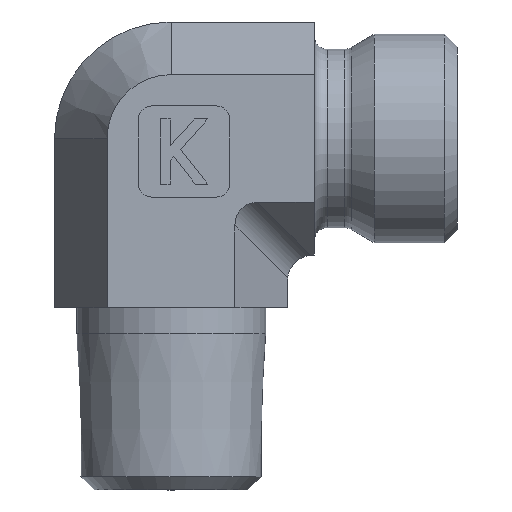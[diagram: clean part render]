
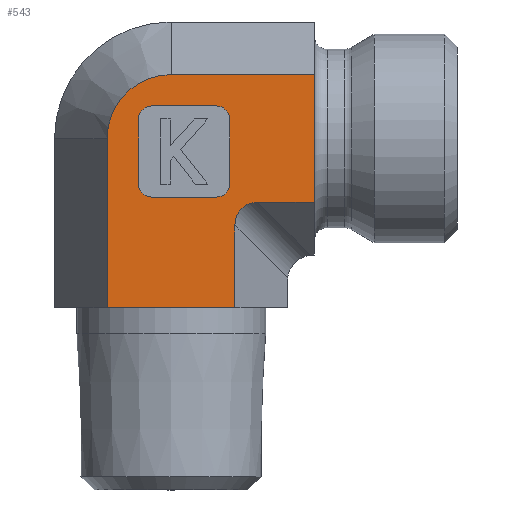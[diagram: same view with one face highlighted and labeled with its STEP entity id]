
A CAD part, left-side view. The second image highlights one B-rep face of the part: STEP entity #543.
In plain terms, the highlighted planar face has unit normal (-1, 0, 0).
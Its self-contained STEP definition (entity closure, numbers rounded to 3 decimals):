
#313=CARTESIAN_POINT('',(-27.685,4.636,2.0));
#314=VERTEX_POINT('',#313);
#321=CARTESIAN_POINT('',(-27.685,14.451,2.0));
#322=VERTEX_POINT('',#321);
#323=CARTESIAN_POINT('',(-27.685,14.451,2.0));
#324=DIRECTION('',(0.0,-1.0,0.0));
#325=VECTOR('',#324,9.815);
#326=LINE('',#323,#325);
#327=EDGE_CURVE('',#322,#314,#326,.T.);
#391=CARTESIAN_POINT('',(-27.685,14.451,15.));
#392=VERTEX_POINT('',#391);
#393=CARTESIAN_POINT('',(-27.685,14.451,2.0));
#394=DIRECTION('',(0.0,0.0,1.0));
#395=VECTOR('',#394,13.);
#396=LINE('',#393,#395);
#397=EDGE_CURVE('',#322,#392,#396,.T.);
#416=CARTESIAN_POINT('',(-27.685,4.636,0.0));
#417=DIRECTION('',(-1.0,0.0,0.0));
#418=DIRECTION('',(0.0,0.0,1.0));
#419=AXIS2_PLACEMENT_3D('',#416,#417,#418);
#420=PLANE('',#419);
#421=ORIENTED_EDGE('',*,*,#327,.T.);
#422=CARTESIAN_POINT('',(-27.685,4.636,8.36));
#423=VERTEX_POINT('',#422);
#424=CARTESIAN_POINT('',(-27.685,4.636,2.0));
#425=DIRECTION('',(0.0,0.0,1.0));
#426=VECTOR('',#425,6.36);
#427=LINE('',#424,#426);
#428=EDGE_CURVE('',#314,#423,#427,.T.);
#429=ORIENTED_EDGE('',*,*,#428,.T.);
#430=CARTESIAN_POINT('',(-27.685,2.904,10.093));
#431=VERTEX_POINT('',#430);
#432=CARTESIAN_POINT('',(-27.685,2.327,7.783));
#433=DIRECTION('',(-1.0,0.0,0.0));
#434=DIRECTION('',(0.0,0.707,0.707));
#435=AXIS2_PLACEMENT_3D('',#432,#433,#434);
#436=ELLIPSE('',#435,2.582,2.0);
#437=EDGE_CURVE('',#431,#423,#436,.T.);
#438=ORIENTED_EDGE('',*,*,#437,.F.);
#439=CARTESIAN_POINT('',(-27.685,-1.456,10.093));
#440=VERTEX_POINT('',#439);
#441=CARTESIAN_POINT('',(-27.685,2.904,10.093));
#442=DIRECTION('',(0.0,-1.0,0.0));
#443=VECTOR('',#442,4.36);
#444=LINE('',#441,#443);
#445=EDGE_CURVE('',#431,#440,#444,.T.);
#446=ORIENTED_EDGE('',*,*,#445,.T.);
#447=CARTESIAN_POINT('',(-27.685,-1.456,19.907));
#448=VERTEX_POINT('',#447);
#449=CARTESIAN_POINT('',(-27.685,-1.456,10.093));
#450=DIRECTION('',(0.0,0.0,1.0));
#451=VECTOR('',#450,9.815);
#452=LINE('',#449,#451);
#453=EDGE_CURVE('',#440,#448,#452,.T.);
#454=ORIENTED_EDGE('',*,*,#453,.T.);
#455=CARTESIAN_POINT('',(-27.685,9.544,19.907));
#456=VERTEX_POINT('',#455);
#457=CARTESIAN_POINT('',(-27.685,9.544,19.907));
#458=DIRECTION('',(0.0,-1.0,0.0));
#459=VECTOR('',#458,11.);
#460=LINE('',#457,#459);
#461=EDGE_CURVE('',#456,#448,#460,.T.);
#462=ORIENTED_EDGE('',*,*,#461,.F.);
#463=CARTESIAN_POINT('',(-27.685,9.544,15.));
#464=DIRECTION('',(-1.0,0.0,0.0));
#465=DIRECTION('',(0.0,0.0,1.0));
#466=AXIS2_PLACEMENT_3D('',#463,#464,#465);
#467=CIRCLE('',#466,4.907);
#468=EDGE_CURVE('',#456,#392,#467,.T.);
#469=ORIENTED_EDGE('',*,*,#468,.T.);
#470=ORIENTED_EDGE('',*,*,#397,.F.);
#471=EDGE_LOOP('',(#421,#429,#438,#446,#454,#462,#469,#470));
#472=FACE_OUTER_BOUND('',#471,.T.);
#473=CARTESIAN_POINT('',(-27.685,6.044,10.5));
#474=VERTEX_POINT('',#473);
#475=CARTESIAN_POINT('',(-27.685,11.044,10.5));
#476=VERTEX_POINT('',#475);
#477=CARTESIAN_POINT('',(-27.685,6.044,10.5));
#478=DIRECTION('',(0.0,1.0,0.0));
#479=VECTOR('',#478,5.);
#480=LINE('',#477,#479);
#481=EDGE_CURVE('',#474,#476,#480,.T.);
#482=ORIENTED_EDGE('',*,*,#481,.T.);
#483=CARTESIAN_POINT('',(-27.685,12.044,11.5));
#484=VERTEX_POINT('',#483);
#485=CARTESIAN_POINT('',(-27.685,11.044,11.5));
#486=DIRECTION('',(-1.0,0.0,0.0));
#487=DIRECTION('',(0.0,0.707,-0.707));
#488=AXIS2_PLACEMENT_3D('',#485,#486,#487);
#489=CIRCLE('',#488,1.0);
#490=EDGE_CURVE('',#484,#476,#489,.T.);
#491=ORIENTED_EDGE('',*,*,#490,.F.);
#492=CARTESIAN_POINT('',(-27.685,12.044,16.5));
#493=VERTEX_POINT('',#492);
#494=CARTESIAN_POINT('',(-27.685,12.044,11.5));
#495=DIRECTION('',(0.0,0.0,1.0));
#496=VECTOR('',#495,5.0);
#497=LINE('',#494,#496);
#498=EDGE_CURVE('',#484,#493,#497,.T.);
#499=ORIENTED_EDGE('',*,*,#498,.T.);
#500=CARTESIAN_POINT('',(-27.685,11.044,17.5));
#501=VERTEX_POINT('',#500);
#502=CARTESIAN_POINT('',(-27.685,11.044,16.5));
#503=DIRECTION('',(-1.0,0.0,0.0));
#504=DIRECTION('',(0.0,0.707,0.707));
#505=AXIS2_PLACEMENT_3D('',#502,#503,#504);
#506=CIRCLE('',#505,1.0);
#507=EDGE_CURVE('',#501,#493,#506,.T.);
#508=ORIENTED_EDGE('',*,*,#507,.F.);
#509=CARTESIAN_POINT('',(-27.685,6.044,17.5));
#510=VERTEX_POINT('',#509);
#511=CARTESIAN_POINT('',(-27.685,11.044,17.5));
#512=DIRECTION('',(0.0,-1.0,0.0));
#513=VECTOR('',#512,5.);
#514=LINE('',#511,#513);
#515=EDGE_CURVE('',#501,#510,#514,.T.);
#516=ORIENTED_EDGE('',*,*,#515,.T.);
#517=CARTESIAN_POINT('',(-27.685,5.044,16.5));
#518=VERTEX_POINT('',#517);
#519=CARTESIAN_POINT('',(-27.685,6.044,16.5));
#520=DIRECTION('',(-1.0,0.0,0.0));
#521=DIRECTION('',(0.0,-0.707,0.707));
#522=AXIS2_PLACEMENT_3D('',#519,#520,#521);
#523=CIRCLE('',#522,1.0);
#524=EDGE_CURVE('',#518,#510,#523,.T.);
#525=ORIENTED_EDGE('',*,*,#524,.F.);
#526=CARTESIAN_POINT('',(-27.685,5.044,11.5));
#527=VERTEX_POINT('',#526);
#528=CARTESIAN_POINT('',(-27.685,5.044,16.5));
#529=DIRECTION('',(0.0,0.0,-1.0));
#530=VECTOR('',#529,5.);
#531=LINE('',#528,#530);
#532=EDGE_CURVE('',#518,#527,#531,.T.);
#533=ORIENTED_EDGE('',*,*,#532,.T.);
#534=CARTESIAN_POINT('',(-27.685,6.044,11.5));
#535=DIRECTION('',(-1.0,0.0,0.0));
#536=DIRECTION('',(0.0,-0.707,-0.707));
#537=AXIS2_PLACEMENT_3D('',#534,#535,#536);
#538=CIRCLE('',#537,1.0);
#539=EDGE_CURVE('',#474,#527,#538,.T.);
#540=ORIENTED_EDGE('',*,*,#539,.F.);
#541=EDGE_LOOP('',(#482,#491,#499,#508,#516,#525,#533,#540));
#542=FACE_BOUND('',#541,.T.);
#543=ADVANCED_FACE('',(#472,#542),#420,.T.);
